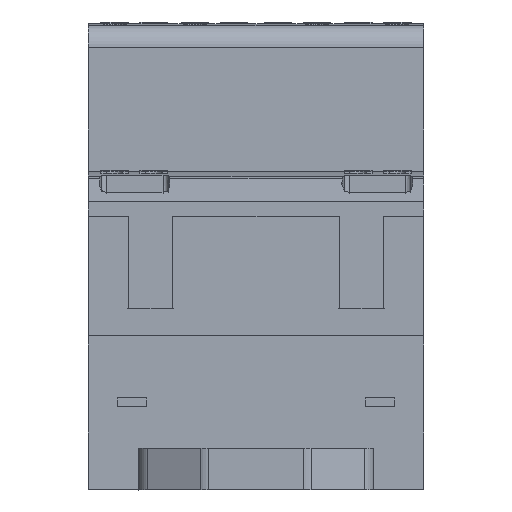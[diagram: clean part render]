
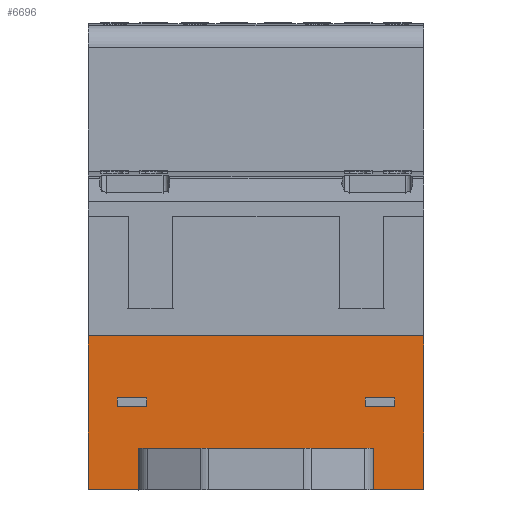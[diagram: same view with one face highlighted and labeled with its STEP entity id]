
A CAD part, front view. The second image highlights one B-rep face of the part: STEP entity #6696.
In plain terms, the highlighted planar face has unit normal (0, -1, 0).
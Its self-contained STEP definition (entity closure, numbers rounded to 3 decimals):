
#6559=AXIS2_PLACEMENT_3D('Plane Axis2P3D',#6556,#6557,#6558) ;
#280=CARTESIAN_POINT('Vertex',(0.,5.1,0.)) ;
#283=CARTESIAN_POINT('Line Origine',(0.,5.1,1.9)) ;
#287=CARTESIAN_POINT('Vertex',(0.,5.1,3.8)) ;
#290=CARTESIAN_POINT('Line Origine',(0.,5.1,5.15)) ;
#294=CARTESIAN_POINT('Vertex',(0.,5.1,6.5)) ;
#297=CARTESIAN_POINT('Line Origine',(0.,5.1,10.275)) ;
#301=CARTESIAN_POINT('Vertex',(0.,5.1,14.05)) ;
#6415=CARTESIAN_POINT('Vertex',(26.,5.1,3.8)) ;
#6418=CARTESIAN_POINT('Line Origine',(15.3,5.1,3.8)) ;
#6422=CARTESIAN_POINT('Vertex',(4.6,5.1,3.8)) ;
#6520=CARTESIAN_POINT('Line Origine',(2.3,5.1,0.)) ;
#6524=CARTESIAN_POINT('Vertex',(4.6,5.1,0.)) ;
#6556=CARTESIAN_POINT('Axis2P3D Location',(30.6,5.1,29.)) ;
#6561=CARTESIAN_POINT('Line Origine',(4.6,5.1,1.9)) ;
#6566=CARTESIAN_POINT('Line Origine',(26.,5.1,1.9)) ;
#6570=CARTESIAN_POINT('Vertex',(26.,5.1,0.)) ;
#6573=CARTESIAN_POINT('Line Origine',(28.3,5.1,0.)) ;
#6577=CARTESIAN_POINT('Vertex',(30.6,5.1,0.)) ;
#6580=CARTESIAN_POINT('Line Origine',(30.6,5.1,0.8)) ;
#6584=CARTESIAN_POINT('Vertex',(30.6,5.1,1.6)) ;
#6587=CARTESIAN_POINT('Line Origine',(30.6,5.1,2.7)) ;
#6591=CARTESIAN_POINT('Vertex',(30.6,5.1,3.8)) ;
#6594=CARTESIAN_POINT('Line Origine',(30.6,5.1,5.15)) ;
#6598=CARTESIAN_POINT('Vertex',(30.6,5.1,6.5)) ;
#6601=CARTESIAN_POINT('Line Origine',(30.6,5.1,10.275)) ;
#6605=CARTESIAN_POINT('Vertex',(30.6,5.1,14.05)) ;
#6608=CARTESIAN_POINT('Line Origine',(15.3,5.1,14.05)) ;
#6628=CARTESIAN_POINT('Line Origine',(26.6,5.1,8.4)) ;
#6632=CARTESIAN_POINT('Vertex',(27.95,5.1,8.4)) ;
#6634=CARTESIAN_POINT('Vertex',(25.25,5.1,8.4)) ;
#6637=CARTESIAN_POINT('Line Origine',(27.95,5.1,8.)) ;
#6641=CARTESIAN_POINT('Vertex',(27.95,5.1,7.6)) ;
#6644=CARTESIAN_POINT('Line Origine',(26.6,5.1,7.6)) ;
#6648=CARTESIAN_POINT('Vertex',(25.25,5.1,7.6)) ;
#6651=CARTESIAN_POINT('Line Origine',(25.25,5.1,8.)) ;
#6662=CARTESIAN_POINT('Line Origine',(2.65,5.1,8.)) ;
#6666=CARTESIAN_POINT('Vertex',(2.65,5.1,8.4)) ;
#6668=CARTESIAN_POINT('Vertex',(2.65,5.1,7.6)) ;
#6671=CARTESIAN_POINT('Line Origine',(4.,5.1,8.4)) ;
#6675=CARTESIAN_POINT('Vertex',(5.35,5.1,8.4)) ;
#6678=CARTESIAN_POINT('Line Origine',(5.35,5.1,8.)) ;
#6682=CARTESIAN_POINT('Vertex',(5.35,5.1,7.6)) ;
#6685=CARTESIAN_POINT('Line Origine',(4.,5.1,7.6)) ;
#284=DIRECTION('Vector Direction',(0.,0.,1.)) ;
#291=DIRECTION('Vector Direction',(0.,0.,1.)) ;
#298=DIRECTION('Vector Direction',(0.,0.,-1.)) ;
#6419=DIRECTION('Vector Direction',(-1.,0.,0.)) ;
#6521=DIRECTION('Vector Direction',(-1.,0.,0.)) ;
#6557=DIRECTION('Axis2P3D Direction',(0.,1.,0.)) ;
#6558=DIRECTION('Axis2P3D XDirection',(0.,0.,1.)) ;
#6562=DIRECTION('Vector Direction',(0.,0.,1.)) ;
#6567=DIRECTION('Vector Direction',(0.,0.,1.)) ;
#6574=DIRECTION('Vector Direction',(-1.,0.,0.)) ;
#6581=DIRECTION('Vector Direction',(0.,0.,-1.)) ;
#6588=DIRECTION('Vector Direction',(0.,0.,-1.)) ;
#6595=DIRECTION('Vector Direction',(0.,0.,1.)) ;
#6602=DIRECTION('Vector Direction',(0.,0.,-1.)) ;
#6609=DIRECTION('Vector Direction',(-1.,0.,0.)) ;
#6629=DIRECTION('Vector Direction',(-1.,0.,0.)) ;
#6638=DIRECTION('Vector Direction',(0.,0.,-1.)) ;
#6645=DIRECTION('Vector Direction',(1.,0.,0.)) ;
#6652=DIRECTION('Vector Direction',(0.,0.,1.)) ;
#6663=DIRECTION('Vector Direction',(0.,0.,1.)) ;
#6672=DIRECTION('Vector Direction',(-1.,0.,0.)) ;
#6679=DIRECTION('Vector Direction',(0.,0.,-1.)) ;
#6686=DIRECTION('Vector Direction',(1.,0.,0.)) ;
#285=VECTOR('Line Direction',#284,1.) ;
#292=VECTOR('Line Direction',#291,1.) ;
#299=VECTOR('Line Direction',#298,1.) ;
#6420=VECTOR('Line Direction',#6419,1.) ;
#6522=VECTOR('Line Direction',#6521,1.) ;
#6563=VECTOR('Line Direction',#6562,1.) ;
#6568=VECTOR('Line Direction',#6567,1.) ;
#6575=VECTOR('Line Direction',#6574,1.) ;
#6582=VECTOR('Line Direction',#6581,1.) ;
#6589=VECTOR('Line Direction',#6588,1.) ;
#6596=VECTOR('Line Direction',#6595,1.) ;
#6603=VECTOR('Line Direction',#6602,1.) ;
#6610=VECTOR('Line Direction',#6609,1.) ;
#6630=VECTOR('Line Direction',#6629,1.) ;
#6639=VECTOR('Line Direction',#6638,1.) ;
#6646=VECTOR('Line Direction',#6645,1.) ;
#6653=VECTOR('Line Direction',#6652,1.) ;
#6664=VECTOR('Line Direction',#6663,1.) ;
#6673=VECTOR('Line Direction',#6672,1.) ;
#6680=VECTOR('Line Direction',#6679,1.) ;
#6687=VECTOR('Line Direction',#6686,1.) ;
#6614=ORIENTED_EDGE('',*,*,#296,.F.) ;
#6615=ORIENTED_EDGE('',*,*,#289,.F.) ;
#6616=ORIENTED_EDGE('',*,*,#6526,.F.) ;
#6617=ORIENTED_EDGE('',*,*,#6565,.T.) ;
#6618=ORIENTED_EDGE('',*,*,#6424,.F.) ;
#6619=ORIENTED_EDGE('',*,*,#6572,.F.) ;
#6620=ORIENTED_EDGE('',*,*,#6579,.F.) ;
#6621=ORIENTED_EDGE('',*,*,#6586,.T.) ;
#6622=ORIENTED_EDGE('',*,*,#6593,.T.) ;
#6623=ORIENTED_EDGE('',*,*,#6600,.F.) ;
#6624=ORIENTED_EDGE('',*,*,#6607,.T.) ;
#6625=ORIENTED_EDGE('',*,*,#6612,.F.) ;
#6626=ORIENTED_EDGE('',*,*,#303,.F.) ;
#6657=ORIENTED_EDGE('',*,*,#6636,.F.) ;
#6658=ORIENTED_EDGE('',*,*,#6643,.F.) ;
#6659=ORIENTED_EDGE('',*,*,#6650,.F.) ;
#6660=ORIENTED_EDGE('',*,*,#6655,.F.) ;
#6691=ORIENTED_EDGE('',*,*,#6670,.F.) ;
#6692=ORIENTED_EDGE('',*,*,#6677,.F.) ;
#6693=ORIENTED_EDGE('',*,*,#6684,.F.) ;
#6694=ORIENTED_EDGE('',*,*,#6689,.F.) ;
#6661=FACE_BOUND('',#6656,.T.) ;
#6695=FACE_BOUND('',#6690,.T.) ;
#6696=ADVANCED_FACE('SOCKEL',(#6627,#6661,#6695),#6560,.F.) ;
#289=EDGE_CURVE('',#281,#288,#286,.T.) ;
#296=EDGE_CURVE('',#288,#295,#293,.T.) ;
#303=EDGE_CURVE('',#295,#302,#300,.F.) ;
#6424=EDGE_CURVE('',#6416,#6423,#6421,.T.) ;
#6526=EDGE_CURVE('',#6525,#281,#6523,.T.) ;
#6565=EDGE_CURVE('',#6525,#6423,#6564,.T.) ;
#6572=EDGE_CURVE('',#6571,#6416,#6569,.T.) ;
#6579=EDGE_CURVE('',#6578,#6571,#6576,.T.) ;
#6586=EDGE_CURVE('',#6578,#6585,#6583,.F.) ;
#6593=EDGE_CURVE('',#6585,#6592,#6590,.F.) ;
#6600=EDGE_CURVE('',#6599,#6592,#6597,.F.) ;
#6607=EDGE_CURVE('',#6599,#6606,#6604,.F.) ;
#6612=EDGE_CURVE('',#302,#6606,#6611,.F.) ;
#6636=EDGE_CURVE('',#6633,#6635,#6631,.T.) ;
#6643=EDGE_CURVE('',#6642,#6633,#6640,.F.) ;
#6650=EDGE_CURVE('',#6649,#6642,#6647,.T.) ;
#6655=EDGE_CURVE('',#6635,#6649,#6654,.F.) ;
#6670=EDGE_CURVE('',#6667,#6669,#6665,.F.) ;
#6677=EDGE_CURVE('',#6676,#6667,#6674,.T.) ;
#6684=EDGE_CURVE('',#6683,#6676,#6681,.F.) ;
#6689=EDGE_CURVE('',#6669,#6683,#6688,.T.) ;
#6613=EDGE_LOOP('',(#6614,#6615,#6616,#6617,#6618,#6619,#6620,#6621,#6622,#6623,#6624,#6625,#6626)) ;
#6656=EDGE_LOOP('',(#6657,#6658,#6659,#6660)) ;
#6690=EDGE_LOOP('',(#6691,#6692,#6693,#6694)) ;
#6627=FACE_OUTER_BOUND('',#6613,.T.) ;
#286=LINE('Line',#283,#285) ;
#293=LINE('Line',#290,#292) ;
#300=LINE('Line',#297,#299) ;
#6421=LINE('Line',#6418,#6420) ;
#6523=LINE('Line',#6520,#6522) ;
#6564=LINE('Line',#6561,#6563) ;
#6569=LINE('Line',#6566,#6568) ;
#6576=LINE('Line',#6573,#6575) ;
#6583=LINE('Line',#6580,#6582) ;
#6590=LINE('Line',#6587,#6589) ;
#6597=LINE('Line',#6594,#6596) ;
#6604=LINE('Line',#6601,#6603) ;
#6611=LINE('Line',#6608,#6610) ;
#6631=LINE('Line',#6628,#6630) ;
#6640=LINE('Line',#6637,#6639) ;
#6647=LINE('Line',#6644,#6646) ;
#6654=LINE('Line',#6651,#6653) ;
#6665=LINE('Line',#6662,#6664) ;
#6674=LINE('Line',#6671,#6673) ;
#6681=LINE('Line',#6678,#6680) ;
#6688=LINE('Line',#6685,#6687) ;
#6560=PLANE('',#6559) ;
#281=VERTEX_POINT('',#280) ;
#288=VERTEX_POINT('',#287) ;
#295=VERTEX_POINT('',#294) ;
#302=VERTEX_POINT('',#301) ;
#6416=VERTEX_POINT('',#6415) ;
#6423=VERTEX_POINT('',#6422) ;
#6525=VERTEX_POINT('',#6524) ;
#6571=VERTEX_POINT('',#6570) ;
#6578=VERTEX_POINT('',#6577) ;
#6585=VERTEX_POINT('',#6584) ;
#6592=VERTEX_POINT('',#6591) ;
#6599=VERTEX_POINT('',#6598) ;
#6606=VERTEX_POINT('',#6605) ;
#6633=VERTEX_POINT('',#6632) ;
#6635=VERTEX_POINT('',#6634) ;
#6642=VERTEX_POINT('',#6641) ;
#6649=VERTEX_POINT('',#6648) ;
#6667=VERTEX_POINT('',#6666) ;
#6669=VERTEX_POINT('',#6668) ;
#6676=VERTEX_POINT('',#6675) ;
#6683=VERTEX_POINT('',#6682) ;
